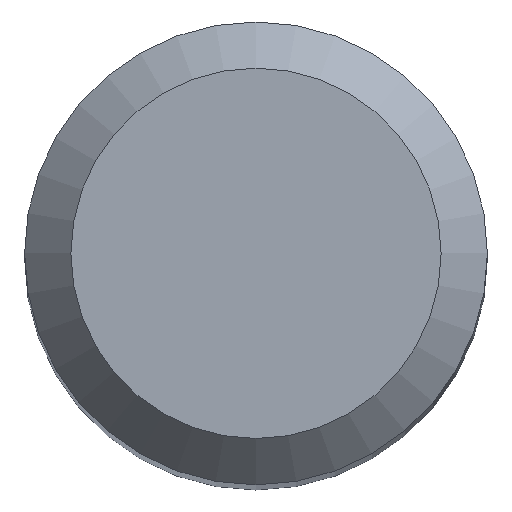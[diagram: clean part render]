
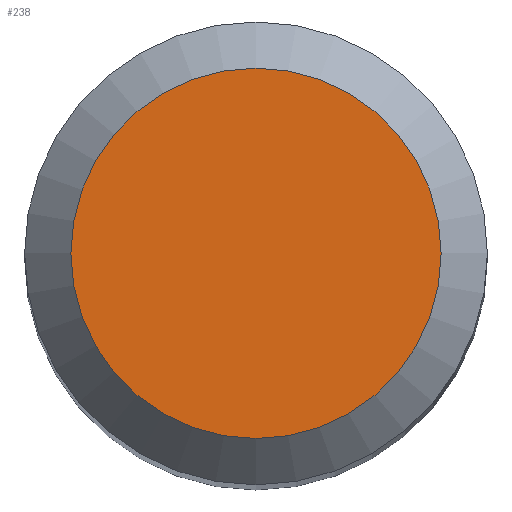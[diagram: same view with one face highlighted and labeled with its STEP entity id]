
A CAD part, top view. The second image highlights one B-rep face of the part: STEP entity #238.
In plain terms, the highlighted planar face has unit normal (0, 0, 1).
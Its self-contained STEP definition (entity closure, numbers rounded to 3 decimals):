
#3 = AXIS2_PLACEMENT_3D ( 'NONE', #225, #186, #248 ) ;
#34 = FACE_OUTER_BOUND ( 'NONE', #173, .T. ) ;
#57 = CARTESIAN_POINT ( 'NONE',  ( 0., 3.2, 102. ) ) ;
#96 = PLANE ( 'NONE',  #3 ) ;
#149 = VERTEX_POINT ( 'NONE', #57 ) ;
#173 = EDGE_LOOP ( 'NONE', ( #215 ) ) ;
#186 = DIRECTION ( 'NONE',  ( 0., 0., -1. ) ) ;
#194 = DIRECTION ( 'NONE',  ( 0., 0., -1. ) ) ;
#198 = CARTESIAN_POINT ( 'NONE',  ( 0., 0., 102. ) ) ;
#207 = CIRCLE ( 'NONE', #232, 3.2 ) ;
#212 = DIRECTION ( 'NONE',  ( 0., 1., 0. ) ) ;
#215 = ORIENTED_EDGE ( 'NONE', *, *, #263, .F. ) ;
#225 = CARTESIAN_POINT ( 'NONE',  ( 0., 0., 102. ) ) ;
#232 = AXIS2_PLACEMENT_3D ( 'NONE', #198, #194, #212 ) ;
#238 = ADVANCED_FACE ( 'NONE', ( #34 ), #96, .F. ) ;
#248 = DIRECTION ( 'NONE',  ( 0., 1., 0. ) ) ;
#263 = EDGE_CURVE ( 'NONE', #149, #149, #207, .T. ) ;
